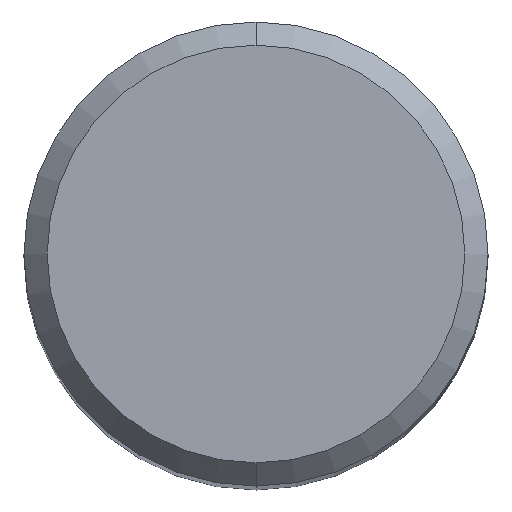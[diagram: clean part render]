
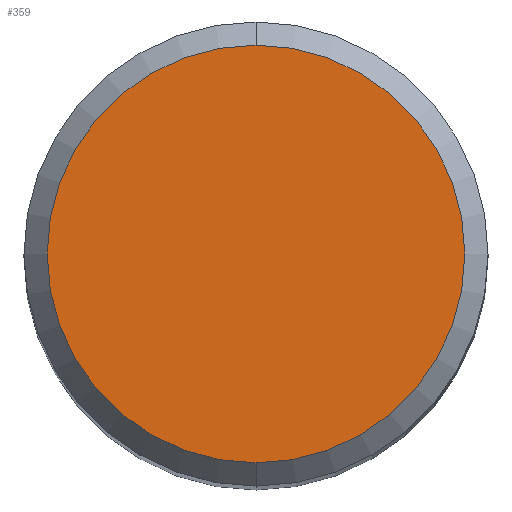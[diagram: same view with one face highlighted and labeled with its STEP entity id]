
A CAD part, top view. The second image highlights one B-rep face of the part: STEP entity #359.
In plain terms, the highlighted planar face has unit normal (0, 0, 1).
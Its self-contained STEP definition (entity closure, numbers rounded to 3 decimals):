
#183=EDGE_CURVE('',#351,#437,#478,.T.);
#217=EDGE_CURVE('',#437,#351,#514,.T.);
#351=VERTEX_POINT('',#658);
#359=ADVANCED_FACE('',(#667),#668,.T.);
#437=VERTEX_POINT('',#756);
#478=CIRCLE('',#792,4.5);
#514=CIRCLE('',#883,4.5);
#658=CARTESIAN_POINT('',(0.0,4.5,47.567));
#667=FACE_OUTER_BOUND('',#1189,.T.);
#668=PLANE('',#1190);
#756=CARTESIAN_POINT('',(0.,-4.5,47.567));
#792=AXIS2_PLACEMENT_3D('',#1444,#1445,#1446);
#883=AXIS2_PLACEMENT_3D('',#1476,#1477,#1478);
#1189=EDGE_LOOP('',(#1637,#1638));
#1190=AXIS2_PLACEMENT_3D('',#1639,#1640,#1641);
#1444=CARTESIAN_POINT('',(0.0,0.0,47.567));
#1445=DIRECTION('',(0.0,0.0,-1.0));
#1446=DIRECTION('',(0.0,1.0,0.0));
#1476=CARTESIAN_POINT('',(0.0,0.0,47.567));
#1477=DIRECTION('',(0.0,0.0,-1.0));
#1478=DIRECTION('',(0.0,1.0,0.0));
#1637=ORIENTED_EDGE('',*,*,#183,.F.);
#1638=ORIENTED_EDGE('',*,*,#217,.F.);
#1639=CARTESIAN_POINT('',(0.0,2.25,47.567));
#1640=DIRECTION('',(-0.0,0.0,1.0));
#1641=DIRECTION('',(0.0,-1.0,0.0));
